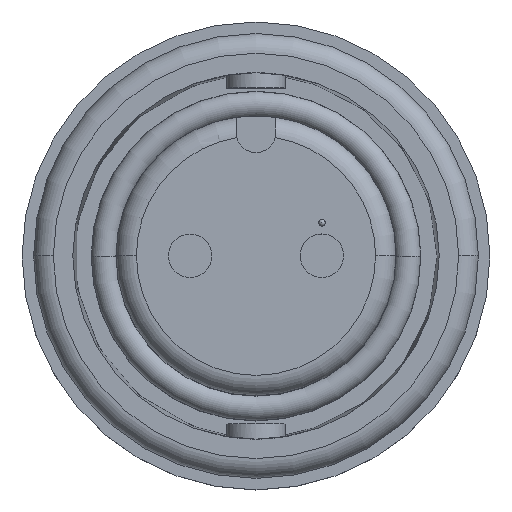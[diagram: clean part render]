
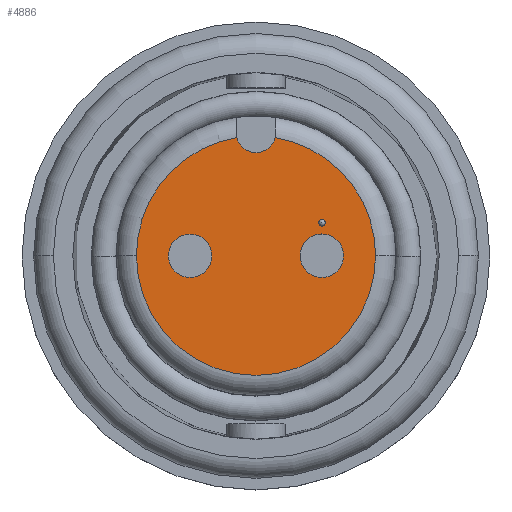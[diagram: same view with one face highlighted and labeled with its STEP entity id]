
A CAD part, top view. The second image highlights one B-rep face of the part: STEP entity #4886.
In plain terms, the highlighted planar face has unit normal (0, 0, 1).
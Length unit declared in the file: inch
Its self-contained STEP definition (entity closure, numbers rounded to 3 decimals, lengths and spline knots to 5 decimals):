
#22 = CARTESIAN_POINT ( 'NONE',  ( 0.1, 0.0001, 0.313 ) ) ;
#151 = CARTESIAN_POINT ( 'NONE',  ( 0., 0., 0.313 ) ) ;
#348 = EDGE_CURVE ( 'NONE', #5756, #1593, #9850, .T. ) ;
#557 = ORIENTED_EDGE ( 'NONE', *, *, #4056, .T. ) ;
#858 = CARTESIAN_POINT ( 'NONE',  ( -0.1815, 0., 0.313 ) ) ;
#920 = CARTESIAN_POINT ( 'NONE',  ( 0., 0.1865, 0.313 ) ) ;
#977 = DIRECTION ( 'NONE',  ( 0., -1., 0. ) ) ;
#1111 = DIRECTION ( 'NONE',  ( 1., 0., 0. ) ) ;
#1117 = CARTESIAN_POINT ( 'NONE',  ( 0.1, 0.0331, 0.313 ) ) ;
#1550 = VERTEX_POINT ( 'NONE', #3851 ) ;
#1593 = VERTEX_POINT ( 'NONE', #1117 ) ;
#1693 = EDGE_LOOP ( 'NONE', ( #7711, #3094 ) ) ;
#1825 = AXIS2_PLACEMENT_3D ( 'NONE', #8497, #2812, #9435 ) ;
#1855 = DIRECTION ( 'NONE',  ( 1., 0., 0. ) ) ;
#1938 = DIRECTION ( 'NONE',  ( 0., 0., 1. ) ) ;
#2417 = CIRCLE ( 'NONE', #9774, 0.033 ) ;
#2465 = ORIENTED_EDGE ( 'NONE', *, *, #7368, .F. ) ;
#2523 = CARTESIAN_POINT ( 'NONE',  ( 0.095, 0.05, 0.313 ) ) ;
#2566 = PLANE ( 'NONE',  #10923 ) ;
#2686 = EDGE_CURVE ( 'NONE', #1593, #5756, #2951, .T. ) ;
#2812 = DIRECTION ( 'NONE',  ( 0., 0., 1. ) ) ;
#2822 = CIRCLE ( 'NONE', #6136, 0.005 ) ;
#2825 = EDGE_LOOP ( 'NONE', ( #11743, #557, #7748, #2465 ) ) ;
#2951 = CIRCLE ( 'NONE', #5747, 0.033 ) ;
#3094 = ORIENTED_EDGE ( 'NONE', *, *, #9090, .F. ) ;
#3517 = AXIS2_PLACEMENT_3D ( 'NONE', #10443, #4783, #11390 ) ;
#3618 = VERTEX_POINT ( 'NONE', #5910 ) ;
#3702 = AXIS2_PLACEMENT_3D ( 'NONE', #920, #7567, #1855 ) ;
#3820 = AXIS2_PLACEMENT_3D ( 'NONE', #7424, #10274, #12158 ) ;
#3851 = CARTESIAN_POINT ( 'NONE',  ( -0.1, -0.033, 0.313 ) ) ;
#3870 = CARTESIAN_POINT ( 'NONE',  ( 0.1, 0.05, 0.313 ) ) ;
#3976 = CIRCLE ( 'NONE', #8142, 0.1815 ) ;
#4015 = VERTEX_POINT ( 'NONE', #5744 ) ;
#4029 = DIRECTION ( 'NONE',  ( 0., 0., 1. ) ) ;
#4056 = EDGE_CURVE ( 'NONE', #8621, #8385, #3976, .T. ) ;
#4336 = AXIS2_PLACEMENT_3D ( 'NONE', #7647, #1938, #8580 ) ;
#4400 = FACE_OUTER_BOUND ( 'NONE', #2825, .T. ) ;
#4483 = DIRECTION ( 'NONE',  ( 0., 0., -1. ) ) ;
#4693 = FACE_BOUND ( 'NONE', #12097, .T. ) ;
#4783 = DIRECTION ( 'NONE',  ( 0., 0., 1. ) ) ;
#4819 = DIRECTION ( 'NONE',  ( -1., 0., 0. ) ) ;
#4886 = ADVANCED_FACE ( 'NONE', ( #7538, #4400, #4693, #11622 ), #2566, .F. ) ;
#4989 = ORIENTED_EDGE ( 'NONE', *, *, #9214, .F. ) ;
#5053 = DIRECTION ( 'NONE',  ( 0., 0., 1. ) ) ;
#5744 = CARTESIAN_POINT ( 'NONE',  ( 0.02909, 0.17915, 0.313 ) ) ;
#5747 = AXIS2_PLACEMENT_3D ( 'NONE', #22, #6658, #977 ) ;
#5756 = VERTEX_POINT ( 'NONE', #6604 ) ;
#5806 = CARTESIAN_POINT ( 'NONE',  ( -0.02909, 0.17915, 0.313 ) ) ;
#5910 = CARTESIAN_POINT ( 'NONE',  ( -0.1, 0.033, 0.313 ) ) ;
#6136 = AXIS2_PLACEMENT_3D ( 'NONE', #3870, #10476, #4819 ) ;
#6346 = CARTESIAN_POINT ( 'NONE',  ( 0., 0., 0.313 ) ) ;
#6347 = EDGE_CURVE ( 'NONE', #1550, #3618, #2417, .T. ) ;
#6464 = VERTEX_POINT ( 'NONE', #11767 ) ;
#6604 = CARTESIAN_POINT ( 'NONE',  ( 0.1, -0.0329, 0.313 ) ) ;
#6658 = DIRECTION ( 'NONE',  ( 0., 0., 1. ) ) ;
#6714 = CIRCLE ( 'NONE', #3517, 0.005 ) ;
#6793 = DIRECTION ( 'NONE',  ( 0., 0., 1. ) ) ;
#7303 = CIRCLE ( 'NONE', #9665, 0.033 ) ;
#7368 = EDGE_CURVE ( 'NONE', #11294, #4015, #10827, .T. ) ;
#7424 = CARTESIAN_POINT ( 'NONE',  ( 0.1, 0.0001, 0.313 ) ) ;
#7538 = FACE_BOUND ( 'NONE', #10539, .T. ) ;
#7567 = DIRECTION ( 'NONE',  ( 0., 0., 1. ) ) ;
#7647 = CARTESIAN_POINT ( 'NONE',  ( 0., 0., 0.313 ) ) ;
#7711 = ORIENTED_EDGE ( 'NONE', *, *, #8693, .F. ) ;
#7748 = ORIENTED_EDGE ( 'NONE', *, *, #10574, .T. ) ;
#8092 = ORIENTED_EDGE ( 'NONE', *, *, #6347, .F. ) ;
#8142 = AXIS2_PLACEMENT_3D ( 'NONE', #151, #6793, #1111 ) ;
#8299 = ORIENTED_EDGE ( 'NONE', *, *, #348, .F. ) ;
#8385 = VERTEX_POINT ( 'NONE', #11467 ) ;
#8484 = ORIENTED_EDGE ( 'NONE', *, *, #2686, .F. ) ;
#8497 = CARTESIAN_POINT ( 'NONE',  ( 0., 0., 0.313 ) ) ;
#8580 = DIRECTION ( 'NONE',  ( 1., 0., 0. ) ) ;
#8621 = VERTEX_POINT ( 'NONE', #858 ) ;
#8693 = EDGE_CURVE ( 'NONE', #10424, #6464, #6714, .T. ) ;
#9090 = EDGE_CURVE ( 'NONE', #6464, #10424, #2822, .T. ) ;
#9214 = EDGE_CURVE ( 'NONE', #3618, #1550, #7303, .T. ) ;
#9435 = DIRECTION ( 'NONE',  ( 1., 0., 0. ) ) ;
#9524 = CIRCLE ( 'NONE', #4336, 0.1815 ) ;
#9665 = AXIS2_PLACEMENT_3D ( 'NONE', #10712, #5053, #11655 ) ;
#9676 = CARTESIAN_POINT ( 'NONE',  ( -0.1, 0., 0.313 ) ) ;
#9774 = AXIS2_PLACEMENT_3D ( 'NONE', #9676, #4029, #10628 ) ;
#9850 = CIRCLE ( 'NONE', #3820, 0.033 ) ;
#10274 = DIRECTION ( 'NONE',  ( 0., 0., 1. ) ) ;
#10424 = VERTEX_POINT ( 'NONE', #2523 ) ;
#10443 = CARTESIAN_POINT ( 'NONE',  ( 0.1, 0.05, 0.313 ) ) ;
#10476 = DIRECTION ( 'NONE',  ( 0., 0., 1. ) ) ;
#10539 = EDGE_LOOP ( 'NONE', ( #8092, #4989 ) ) ;
#10574 = EDGE_CURVE ( 'NONE', #8385, #4015, #11440, .T. ) ;
#10628 = DIRECTION ( 'NONE',  ( 0., -1., 0. ) ) ;
#10712 = CARTESIAN_POINT ( 'NONE',  ( -0.1, 0., 0.313 ) ) ;
#10827 = CIRCLE ( 'NONE', #3702, 0.03 ) ;
#10923 = AXIS2_PLACEMENT_3D ( 'NONE', #6346, #4483, #11084 ) ;
#11042 = EDGE_CURVE ( 'NONE', #11294, #8621, #9524, .T. ) ;
#11084 = DIRECTION ( 'NONE',  ( -1., 0., 0. ) ) ;
#11294 = VERTEX_POINT ( 'NONE', #5806 ) ;
#11390 = DIRECTION ( 'NONE',  ( -1., 0., 0. ) ) ;
#11440 = CIRCLE ( 'NONE', #1825, 0.1815 ) ;
#11467 = CARTESIAN_POINT ( 'NONE',  ( 0.1815, 0., 0.313 ) ) ;
#11622 = FACE_BOUND ( 'NONE', #1693, .T. ) ;
#11655 = DIRECTION ( 'NONE',  ( 0., -1., 0. ) ) ;
#11743 = ORIENTED_EDGE ( 'NONE', *, *, #11042, .T. ) ;
#11767 = CARTESIAN_POINT ( 'NONE',  ( 0.105, 0.05, 0.313 ) ) ;
#12097 = EDGE_LOOP ( 'NONE', ( #8299, #8484 ) ) ;
#12158 = DIRECTION ( 'NONE',  ( 0., -1., 0. ) ) ;
